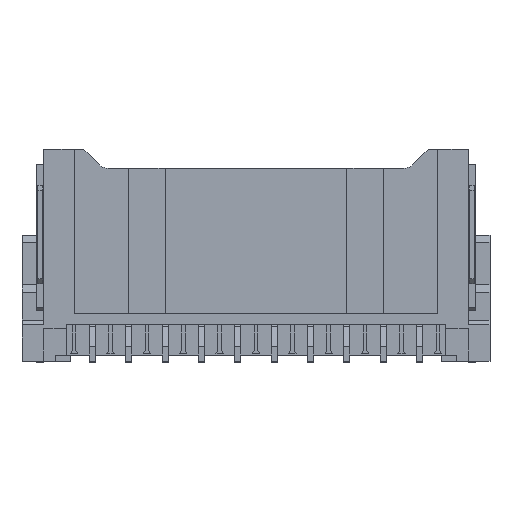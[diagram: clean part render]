
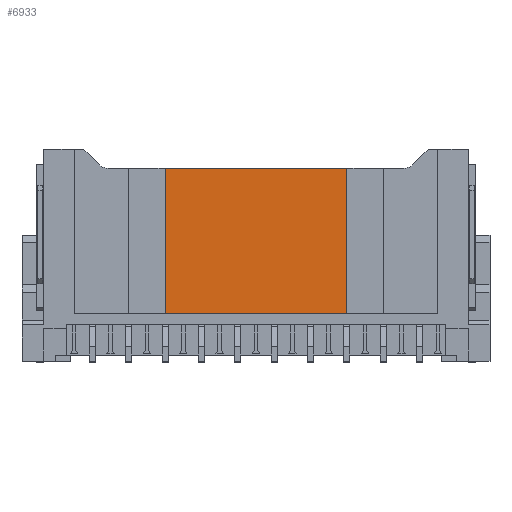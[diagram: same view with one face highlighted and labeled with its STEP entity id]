
A CAD part, front view. The second image highlights one B-rep face of the part: STEP entity #6933.
In plain terms, the highlighted planar face has unit normal (0, -1, 0).
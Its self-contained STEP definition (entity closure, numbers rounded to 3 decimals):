
#5719 = PLANE('',#5720);
#5720 = AXIS2_PLACEMENT_3D('',#5721,#5722,#5723);
#5721 = CARTESIAN_POINT('',(9.65,-2.585,3.575));
#5722 = DIRECTION('',(0.,0.,-1.));
#5723 = DIRECTION('',(0.,1.,0.));
#5851 = VERTEX_POINT('',#5852);
#5852 = CARTESIAN_POINT('',(3.75,-4.275,3.575));
#5866 = PLANE('',#5867);
#5867 = AXIS2_PLACEMENT_3D('',#5868,#5869,#5870);
#5868 = CARTESIAN_POINT('',(3.75,-4.245,3.575));
#5869 = DIRECTION('',(-1.,0.,0.));
#5870 = DIRECTION('',(0.,-1.,0.));
#5878 = EDGE_CURVE('',#5879,#5851,#5881,.T.);
#5879 = VERTEX_POINT('',#5880);
#5880 = CARTESIAN_POINT('',(-3.75,-4.275,3.575));
#5881 = SURFACE_CURVE('',#5882,(#5886,#5893),.PCURVE_S1.);
#5882 = LINE('',#5883,#5884);
#5883 = CARTESIAN_POINT('',(-3.75,-4.275,3.575));
#5884 = VECTOR('',#5885,1.);
#5885 = DIRECTION('',(1.,0.,0.));
#5886 = PCURVE('',#5719,#5887);
#5887 = DEFINITIONAL_REPRESENTATION('',(#5888),#5892);
#5888 = LINE('',#5889,#5890);
#5889 = CARTESIAN_POINT('',(-1.69,-13.4));
#5890 = VECTOR('',#5891,1.);
#5891 = DIRECTION('',(0.,1.));
#5892 = ( GEOMETRIC_REPRESENTATION_CONTEXT(2) 
PARAMETRIC_REPRESENTATION_CONTEXT() REPRESENTATION_CONTEXT('2D SPACE',''
  ) );
#5893 = PCURVE('',#5894,#5899);
#5894 = PLANE('',#5895);
#5895 = AXIS2_PLACEMENT_3D('',#5896,#5897,#5898);
#5896 = CARTESIAN_POINT('',(0.,-4.275,-4.375));
#5897 = DIRECTION('',(0.,-1.,0.));
#5898 = DIRECTION('',(1.,0.,0.));
#5899 = DEFINITIONAL_REPRESENTATION('',(#5900),#5904);
#5900 = LINE('',#5901,#5902);
#5901 = CARTESIAN_POINT('',(-3.75,7.95));
#5902 = VECTOR('',#5903,1.);
#5903 = DIRECTION('',(1.,0.));
#5904 = ( GEOMETRIC_REPRESENTATION_CONTEXT(2) 
PARAMETRIC_REPRESENTATION_CONTEXT() REPRESENTATION_CONTEXT('2D SPACE',''
  ) );
#5922 = PLANE('',#5923);
#5923 = AXIS2_PLACEMENT_3D('',#5924,#5925,#5926);
#5924 = CARTESIAN_POINT('',(-3.75,-4.275,3.575));
#5925 = DIRECTION('',(1.,0.,0.));
#5926 = DIRECTION('',(0.,1.,0.));
#6933 = ADVANCED_FACE('',(#6934),#5894,.T.);
#6934 = FACE_BOUND('',#6935,.F.);
#6935 = EDGE_LOOP('',(#6936,#6959,#6987,#7008));
#6936 = ORIENTED_EDGE('',*,*,#6937,.F.);
#6937 = EDGE_CURVE('',#6938,#5851,#6940,.T.);
#6938 = VERTEX_POINT('',#6939);
#6939 = CARTESIAN_POINT('',(3.75,-4.275,-2.425));
#6940 = SURFACE_CURVE('',#6941,(#6945,#6952),.PCURVE_S1.);
#6941 = LINE('',#6942,#6943);
#6942 = CARTESIAN_POINT('',(3.75,-4.275,-2.425));
#6943 = VECTOR('',#6944,1.);
#6944 = DIRECTION('',(0.,0.,1.));
#6945 = PCURVE('',#5894,#6946);
#6946 = DEFINITIONAL_REPRESENTATION('',(#6947),#6951);
#6947 = LINE('',#6948,#6949);
#6948 = CARTESIAN_POINT('',(3.75,1.95));
#6949 = VECTOR('',#6950,1.);
#6950 = DIRECTION('',(0.,1.));
#6951 = ( GEOMETRIC_REPRESENTATION_CONTEXT(2) 
PARAMETRIC_REPRESENTATION_CONTEXT() REPRESENTATION_CONTEXT('2D SPACE',''
  ) );
#6952 = PCURVE('',#5866,#6953);
#6953 = DEFINITIONAL_REPRESENTATION('',(#6954),#6958);
#6954 = LINE('',#6955,#6956);
#6955 = CARTESIAN_POINT('',(0.03,-6.));
#6956 = VECTOR('',#6957,1.);
#6957 = DIRECTION('',(0.,1.));
#6958 = ( GEOMETRIC_REPRESENTATION_CONTEXT(2) 
PARAMETRIC_REPRESENTATION_CONTEXT() REPRESENTATION_CONTEXT('2D SPACE',''
  ) );
#6959 = ORIENTED_EDGE('',*,*,#6960,.F.);
#6960 = EDGE_CURVE('',#6961,#6938,#6963,.T.);
#6961 = VERTEX_POINT('',#6962);
#6962 = CARTESIAN_POINT('',(-3.75,-4.275,-2.425));
#6963 = SURFACE_CURVE('',#6964,(#6968,#6975),.PCURVE_S1.);
#6964 = LINE('',#6965,#6966);
#6965 = CARTESIAN_POINT('',(-3.75,-4.275,-2.425));
#6966 = VECTOR('',#6967,1.);
#6967 = DIRECTION('',(1.,0.,0.));
#6968 = PCURVE('',#5894,#6969);
#6969 = DEFINITIONAL_REPRESENTATION('',(#6970),#6974);
#6970 = LINE('',#6971,#6972);
#6971 = CARTESIAN_POINT('',(-3.75,1.95));
#6972 = VECTOR('',#6973,1.);
#6973 = DIRECTION('',(1.,0.));
#6974 = ( GEOMETRIC_REPRESENTATION_CONTEXT(2) 
PARAMETRIC_REPRESENTATION_CONTEXT() REPRESENTATION_CONTEXT('2D SPACE',''
  ) );
#6975 = PCURVE('',#6976,#6981);
#6976 = PLANE('',#6977);
#6977 = AXIS2_PLACEMENT_3D('',#6978,#6979,#6980);
#6978 = CARTESIAN_POINT('',(-7.5,-4.575,-2.425));
#6979 = DIRECTION('',(0.,0.,-1.));
#6980 = DIRECTION('',(1.,0.,0.));
#6981 = DEFINITIONAL_REPRESENTATION('',(#6982),#6986);
#6982 = LINE('',#6983,#6984);
#6983 = CARTESIAN_POINT('',(3.75,-0.3));
#6984 = VECTOR('',#6985,1.);
#6985 = DIRECTION('',(1.,0.));
#6986 = ( GEOMETRIC_REPRESENTATION_CONTEXT(2) 
PARAMETRIC_REPRESENTATION_CONTEXT() REPRESENTATION_CONTEXT('2D SPACE',''
  ) );
#6987 = ORIENTED_EDGE('',*,*,#6988,.T.);
#6988 = EDGE_CURVE('',#6961,#5879,#6989,.T.);
#6989 = SURFACE_CURVE('',#6990,(#6994,#7001),.PCURVE_S1.);
#6990 = LINE('',#6991,#6992);
#6991 = CARTESIAN_POINT('',(-3.75,-4.275,-2.425));
#6992 = VECTOR('',#6993,1.);
#6993 = DIRECTION('',(0.,0.,1.));
#6994 = PCURVE('',#5894,#6995);
#6995 = DEFINITIONAL_REPRESENTATION('',(#6996),#7000);
#6996 = LINE('',#6997,#6998);
#6997 = CARTESIAN_POINT('',(-3.75,1.95));
#6998 = VECTOR('',#6999,1.);
#6999 = DIRECTION('',(0.,1.));
#7000 = ( GEOMETRIC_REPRESENTATION_CONTEXT(2) 
PARAMETRIC_REPRESENTATION_CONTEXT() REPRESENTATION_CONTEXT('2D SPACE',''
  ) );
#7001 = PCURVE('',#5922,#7002);
#7002 = DEFINITIONAL_REPRESENTATION('',(#7003),#7007);
#7003 = LINE('',#7004,#7005);
#7004 = CARTESIAN_POINT('',(0.,-6.));
#7005 = VECTOR('',#7006,1.);
#7006 = DIRECTION('',(0.,1.));
#7007 = ( GEOMETRIC_REPRESENTATION_CONTEXT(2) 
PARAMETRIC_REPRESENTATION_CONTEXT() REPRESENTATION_CONTEXT('2D SPACE',''
  ) );
#7008 = ORIENTED_EDGE('',*,*,#5878,.T.);
